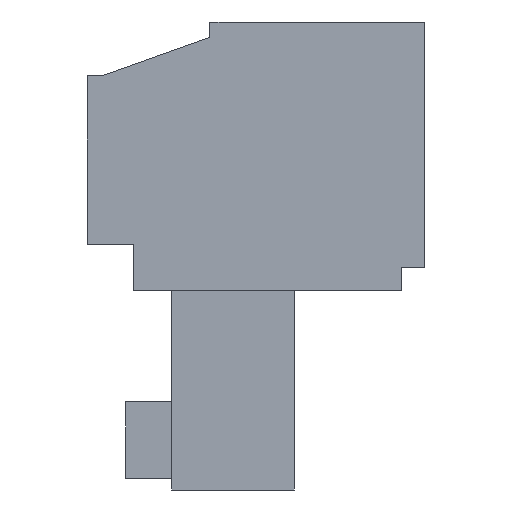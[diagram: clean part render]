
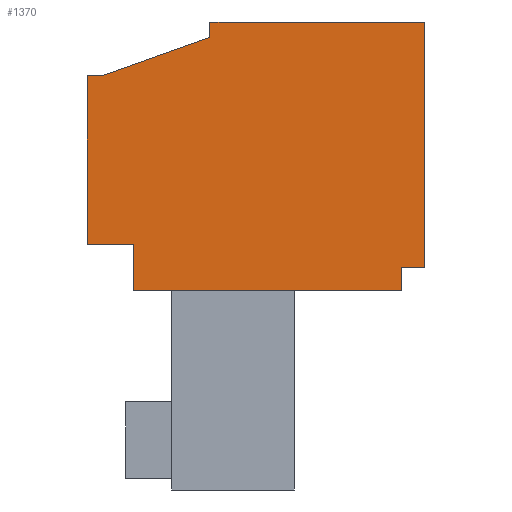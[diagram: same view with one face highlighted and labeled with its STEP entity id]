
A CAD part, left-side view. The second image highlights one B-rep face of the part: STEP entity #1370.
In plain terms, the highlighted planar face has unit normal (-1, 0, 0).
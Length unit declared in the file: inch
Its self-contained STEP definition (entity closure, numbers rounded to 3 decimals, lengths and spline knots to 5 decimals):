
#1=DIRECTION('',(0.,0.,-1.));
#2=VECTOR('',#1,0.32);
#3=CARTESIAN_POINT('',(-0.1535,0.,0.));
#4=LINE('',#3,#2);
#5=DIRECTION('',(0.,1.,0.));
#6=VECTOR('',#5,0.03);
#7=CARTESIAN_POINT('',(-0.1535,0.,-0.32));
#8=LINE('',#7,#6);
#9=DIRECTION('',(0.,0.,-1.));
#10=VECTOR('',#9,0.03);
#11=CARTESIAN_POINT('',(-0.1535,0.03,-0.32));
#12=LINE('',#11,#10);
#13=DIRECTION('',(0.,1.,0.));
#14=VECTOR('',#13,0.35);
#15=CARTESIAN_POINT('',(-0.1535,0.03,-0.35));
#16=LINE('',#15,#14);
#17=DIRECTION('',(0.,0.,1.));
#18=VECTOR('',#17,0.06);
#19=CARTESIAN_POINT('',(-0.1535,0.38,-0.35));
#20=LINE('',#19,#18);
#21=DIRECTION('',(0.,1.,0.));
#22=VECTOR('',#21,0.06);
#23=CARTESIAN_POINT('',(-0.1535,0.38,-0.29));
#24=LINE('',#23,#22);
#25=DIRECTION('',(0.,0.,1.));
#26=VECTOR('',#25,0.22);
#27=CARTESIAN_POINT('',(-0.1535,0.44,-0.29));
#28=LINE('',#27,#26);
#29=DIRECTION('',(0.,-1.,0.));
#30=VECTOR('',#29,0.02);
#31=CARTESIAN_POINT('',(-0.1535,0.44,-0.07));
#32=LINE('',#31,#30);
#33=DIRECTION('',(0.,-0.942,0.336));
#34=VECTOR('',#33,0.14866);
#35=CARTESIAN_POINT('',(-0.1535,0.42,-0.07));
#36=LINE('',#35,#34);
#37=DIRECTION('',(0.,0.,1.));
#38=VECTOR('',#37,0.02);
#39=CARTESIAN_POINT('',(-0.1535,0.28,-0.02));
#40=LINE('',#39,#38);
#41=DIRECTION('',(0.,-1.,0.));
#42=VECTOR('',#41,0.28);
#43=CARTESIAN_POINT('',(-0.1535,0.28,0.));
#44=LINE('',#43,#42);
#1025=CARTESIAN_POINT('',(-0.1535,0.,0.));
#1026=CARTESIAN_POINT('',(-0.1535,0.,-0.32));
#1027=VERTEX_POINT('',#1025);
#1028=VERTEX_POINT('',#1026);
#1029=CARTESIAN_POINT('',(-0.1535,0.03,-0.32));
#1030=VERTEX_POINT('',#1029);
#1031=CARTESIAN_POINT('',(-0.1535,0.03,-0.35));
#1032=VERTEX_POINT('',#1031);
#1033=CARTESIAN_POINT('',(-0.1535,0.38,-0.35));
#1034=VERTEX_POINT('',#1033);
#1035=CARTESIAN_POINT('',(-0.1535,0.38,-0.29));
#1036=VERTEX_POINT('',#1035);
#1037=CARTESIAN_POINT('',(-0.1535,0.44,-0.29));
#1038=VERTEX_POINT('',#1037);
#1039=CARTESIAN_POINT('',(-0.1535,0.44,-0.07));
#1040=VERTEX_POINT('',#1039);
#1041=CARTESIAN_POINT('',(-0.1535,0.42,-0.07));
#1042=VERTEX_POINT('',#1041);
#1043=CARTESIAN_POINT('',(-0.1535,0.28,-0.02));
#1044=VERTEX_POINT('',#1043);
#1045=CARTESIAN_POINT('',(-0.1535,0.28,0.));
#1046=VERTEX_POINT('',#1045);
#1341=CARTESIAN_POINT('',(-0.1535,0.,0.));
#1342=DIRECTION('',(1.,0.,0.));
#1343=DIRECTION('',(0.,0.,-1.));
#1344=AXIS2_PLACEMENT_3D('',#1341,#1342,#1343);
#1345=PLANE('',#1344);
#1347=ORIENTED_EDGE('',*,*,#1346,.T.);
#1349=ORIENTED_EDGE('',*,*,#1348,.T.);
#1351=ORIENTED_EDGE('',*,*,#1350,.T.);
#1353=ORIENTED_EDGE('',*,*,#1352,.T.);
#1355=ORIENTED_EDGE('',*,*,#1354,.T.);
#1357=ORIENTED_EDGE('',*,*,#1356,.T.);
#1359=ORIENTED_EDGE('',*,*,#1358,.T.);
#1361=ORIENTED_EDGE('',*,*,#1360,.T.);
#1363=ORIENTED_EDGE('',*,*,#1362,.T.);
#1365=ORIENTED_EDGE('',*,*,#1364,.T.);
#1367=ORIENTED_EDGE('',*,*,#1366,.T.);
#1368=EDGE_LOOP('',(#1347,#1349,#1351,#1353,#1355,#1357,#1359,#1361,#1363,#1365,
#1367));
#1369=FACE_OUTER_BOUND('',#1368,.F.);
#1370=ADVANCED_FACE('',(#1369),#1345,.F.);
#1346=EDGE_CURVE('',#1027,#1028,#4,.T.);
#1348=EDGE_CURVE('',#1028,#1030,#8,.T.);
#1350=EDGE_CURVE('',#1030,#1032,#12,.T.);
#1352=EDGE_CURVE('',#1032,#1034,#16,.T.);
#1354=EDGE_CURVE('',#1034,#1036,#20,.T.);
#1356=EDGE_CURVE('',#1036,#1038,#24,.T.);
#1358=EDGE_CURVE('',#1038,#1040,#28,.T.);
#1360=EDGE_CURVE('',#1040,#1042,#32,.T.);
#1362=EDGE_CURVE('',#1042,#1044,#36,.T.);
#1364=EDGE_CURVE('',#1044,#1046,#40,.T.);
#1366=EDGE_CURVE('',#1046,#1027,#44,.T.);
